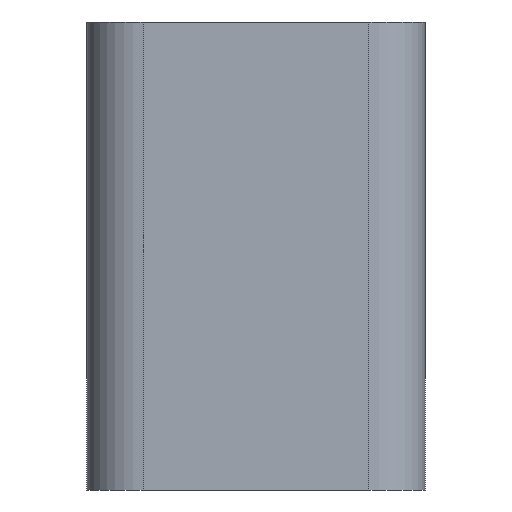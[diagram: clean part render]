
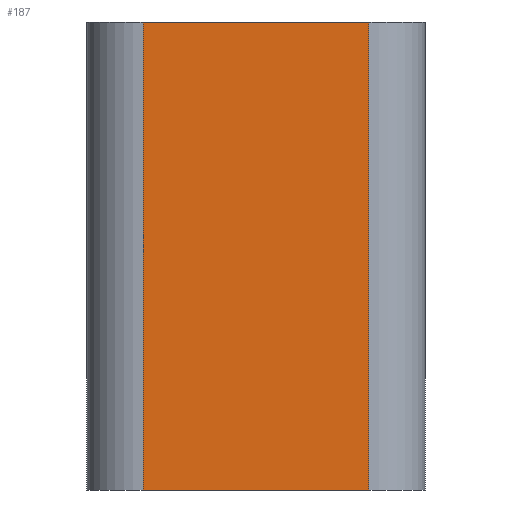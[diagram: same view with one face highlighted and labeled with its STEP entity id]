
A CAD part, front view. The second image highlights one B-rep face of the part: STEP entity #187.
In plain terms, the highlighted planar face has unit normal (0, -1, 0).
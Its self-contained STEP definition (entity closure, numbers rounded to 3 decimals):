
#30 = VERTEX_POINT ( 'NONE', #113 ) ;
#65 = DIRECTION ( 'NONE',  ( 1., 0., 0. ) ) ;
#72 = CARTESIAN_POINT ( 'NONE',  ( -3.899, -28.125, 2. ) ) ;
#84 = CARTESIAN_POINT ( 'NONE',  ( -4.899, -28.125, 0. ) ) ;
#88 = LINE ( 'NONE', #72, #719 ) ;
#113 = CARTESIAN_POINT ( 'NONE',  ( -3.899, -28.125, 0. ) ) ;
#141 = LINE ( 'NONE', #244, #197 ) ;
#167 = DIRECTION ( 'NONE',  ( 1., 0., 0. ) ) ;
#170 = EDGE_LOOP ( 'NONE', ( #189, #379, #200, #599 ) ) ;
#187 = ADVANCED_FACE ( 'NONE', ( #533 ), #659, .F. ) ;
#189 = ORIENTED_EDGE ( 'NONE', *, *, #303, .T. ) ;
#197 = VECTOR ( 'NONE', #167, 1000. ) ;
#200 = ORIENTED_EDGE ( 'NONE', *, *, #469, .F. ) ;
#244 = CARTESIAN_POINT ( 'NONE',  ( -4.899, -28.125, 8.3 ) ) ;
#286 = VECTOR ( 'NONE', #65, 1000. ) ;
#303 = EDGE_CURVE ( 'NONE', #30, #763, #309, .T. ) ;
#309 = LINE ( 'NONE', #84, #286 ) ;
#334 = LINE ( 'NONE', #680, #753 ) ;
#379 = ORIENTED_EDGE ( 'NONE', *, *, #772, .T. ) ;
#441 = DIRECTION ( 'NONE',  ( 0., 0., 1. ) ) ;
#444 = DIRECTION ( 'NONE',  ( 0., 1., 0. ) ) ;
#469 = EDGE_CURVE ( 'NONE', #581, #782, #141, .T. ) ;
#533 = FACE_OUTER_BOUND ( 'NONE', #170, .T. ) ;
#541 = CARTESIAN_POINT ( 'NONE',  ( -3.899, -28.125, 8.3 ) ) ;
#581 = VERTEX_POINT ( 'NONE', #541 ) ;
#592 = CARTESIAN_POINT ( 'NONE',  ( -4.899, -28.125, 2. ) ) ;
#599 = ORIENTED_EDGE ( 'NONE', *, *, #638, .T. ) ;
#638 = EDGE_CURVE ( 'NONE', #581, #30, #88, .T. ) ;
#659 = PLANE ( 'NONE',  #704 ) ;
#668 = CARTESIAN_POINT ( 'NONE',  ( 0.101, -28.125, 0. ) ) ;
#680 = CARTESIAN_POINT ( 'NONE',  ( 0.101, -28.125, 2. ) ) ;
#683 = DIRECTION ( 'NONE',  ( 0., 0., 1. ) ) ;
#685 = CARTESIAN_POINT ( 'NONE',  ( 0.101, -28.125, 8.3 ) ) ;
#704 = AXIS2_PLACEMENT_3D ( 'NONE', #592, #444, #441 ) ;
#719 = VECTOR ( 'NONE', #777, 1000. ) ;
#753 = VECTOR ( 'NONE', #683, 1000. ) ;
#763 = VERTEX_POINT ( 'NONE', #668 ) ;
#772 = EDGE_CURVE ( 'NONE', #763, #782, #334, .T. ) ;
#777 = DIRECTION ( 'NONE',  ( 0., 0., -1. ) ) ;
#782 = VERTEX_POINT ( 'NONE', #685 ) ;
